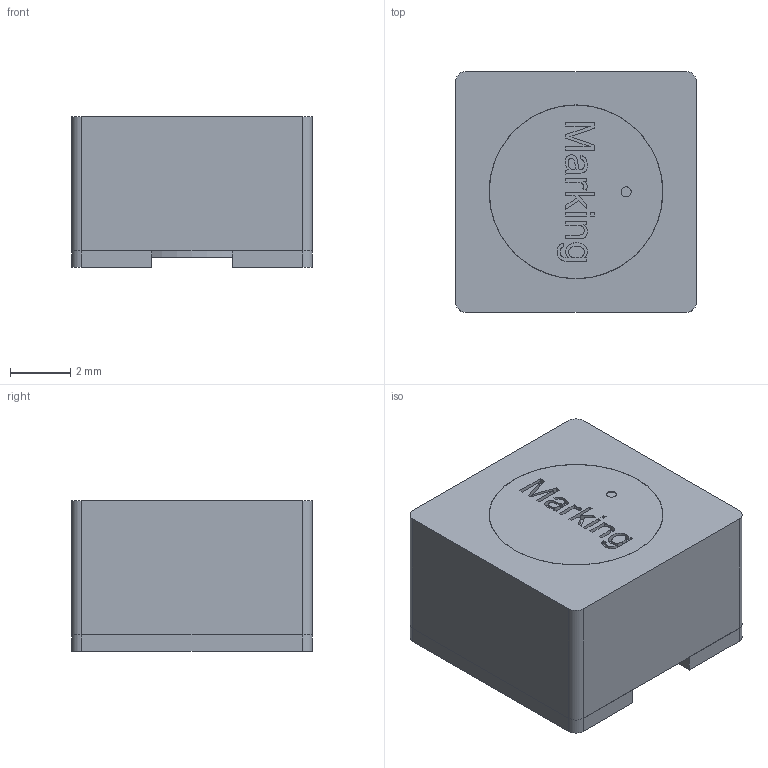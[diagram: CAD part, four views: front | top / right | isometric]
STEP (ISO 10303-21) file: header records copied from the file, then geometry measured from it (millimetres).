
FILE_DESCRIPTION (( 'STEP AP214' ), '1' );
FILE_NAME ('SMMS0850.STEP', '2023-01-28T15:18:31', ( '' ), ( '' ), 'SwSTEP 2.0', 'SolidWorks 2019', '' );
FILE_SCHEMA (( 'AUTOMOTIVE_DESIGN' ));
Length unit declared in the file: millimetre
Products named in the file (1): SMMS0850
Bounding box: 8.02 x 8.02 x 5 mm (x, y, z)
Volume: 250.6 mm3; surface area: 712.5 mm2
Topology: 6 solids, 6 shells, 170 faces, 426 edges, 282 vertices
Faces by surface type: plane 98, bspline 43, cylinder 29
Entity records: 11741 total; most frequent: CARTESIAN_POINT 6214, ORIENTED_EDGE 852, DIRECTION 566, EDGE_CURVE 426, VERTEX_POINT 282, AXIS2_PLACEMENT_3D 194, EDGE_LOOP 186, UNCERTAINTY_MEASURE_WITH_UNIT 178
